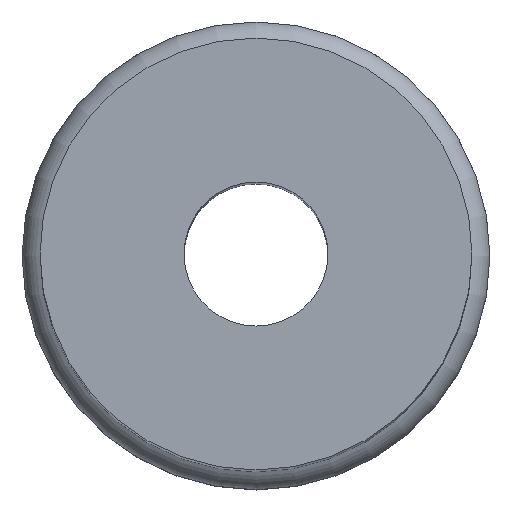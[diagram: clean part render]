
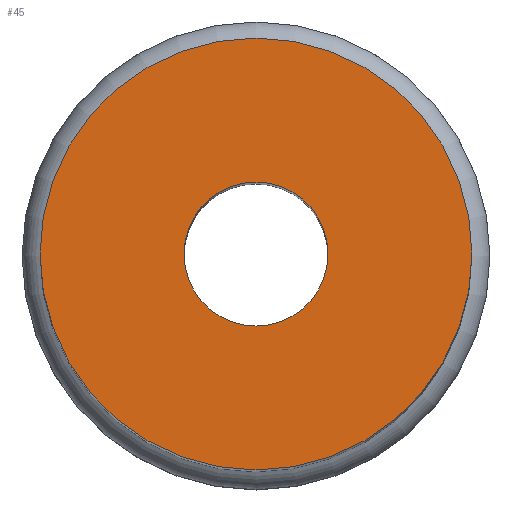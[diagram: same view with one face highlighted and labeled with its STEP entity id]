
A CAD part, top view. The second image highlights one B-rep face of the part: STEP entity #45.
In plain terms, the highlighted planar face has unit normal (0, 0, 1).
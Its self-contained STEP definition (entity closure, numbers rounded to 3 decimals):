
#42=EDGE_CURVE('240[2]',#98,#98,#99,.T.);
#45=ADVANCED_FACE('240[2]',(#102,#103),#104,.T.);
#55=EDGE_CURVE('240[2]',#119,#119,#120,.T.);
#98=VERTEX_POINT('',#165);
#99=CIRCLE('',#166,6.0);
#102=FACE_OUTER_BOUND('',#170,.T.);
#103=FACE_BOUND('',#171,.T.);
#104=PLANE('',#172);
#119=VERTEX_POINT('',#191);
#120=CIRCLE('',#192,2.0);
#165=CARTESIAN_POINT('',(0.,6.0,30.5));
#166=AXIS2_PLACEMENT_3D('',#237,#238,#239);
#170=EDGE_LOOP('',(#241));
#171=EDGE_LOOP('',(#242));
#172=AXIS2_PLACEMENT_3D('',#243,#244,#245);
#191=CARTESIAN_POINT('',(0.,2.0,30.5));
#192=AXIS2_PLACEMENT_3D('',#261,#262,#263);
#237=CARTESIAN_POINT('',(0.,0.,30.5));
#238=DIRECTION('',(0.,0.,-1.0));
#239=DIRECTION('',(0.,1.0,0.));
#241=ORIENTED_EDGE('',*,*,#42,.F.);
#242=ORIENTED_EDGE('',*,*,#55,.T.);
#243=CARTESIAN_POINT('',(0.,4.0,30.5));
#244=DIRECTION('',(0.,0.,1.0));
#245=DIRECTION('',(0.,-1.0,0.));
#261=CARTESIAN_POINT('',(0.,0.,30.5));
#262=DIRECTION('',(0.,0.,-1.0));
#263=DIRECTION('',(0.,1.0,0.));
